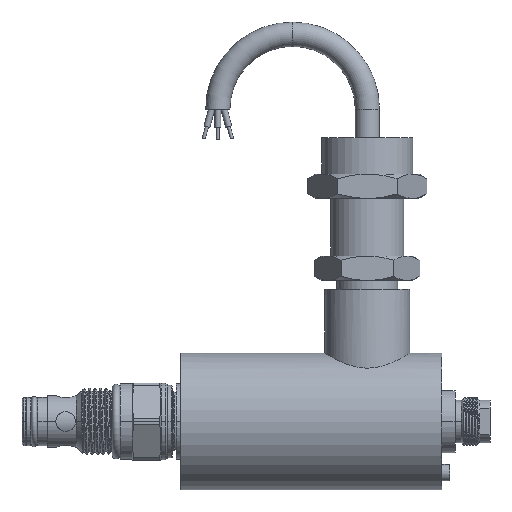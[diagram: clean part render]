
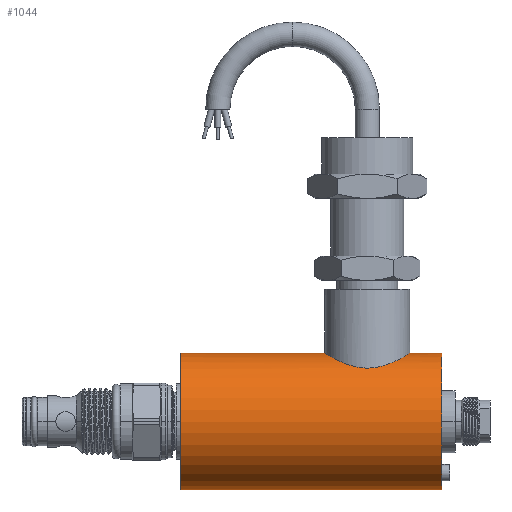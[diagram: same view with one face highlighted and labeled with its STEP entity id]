
A CAD part, front view. The second image highlights one B-rep face of the part: STEP entity #1044.
In plain terms, the highlighted cylindrical face has radius 22.5 mm (diameter 45 mm), a partial arc.
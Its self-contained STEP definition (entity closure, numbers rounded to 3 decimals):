
#40 = CARTESIAN_POINT ( 'NONE',  ( 77.947, -13.976, 17.633 ) ) ;
#87 = CARTESIAN_POINT ( 'NONE',  ( 71.147, -12.726, 18.556 ) ) ;
#91 = AXIS2_PLACEMENT_3D ( 'NONE', #11799, #5491, #9673 ) ;
#132 = CARTESIAN_POINT ( 'NONE',  ( 76.069, -13.977, 17.632 ) ) ;
#165 = FACE_OUTER_BOUND ( 'NONE', #11264, .T. ) ;
#174 = CARTESIAN_POINT ( 'NONE',  ( 77.476, -14., 17.614 ) ) ;
#199 = VECTOR ( 'NONE', #7738, 1000. ) ;
#367 = VECTOR ( 'NONE', #13414, 1000. ) ;
#479 = VERTEX_POINT ( 'NONE', #12152 ) ;
#496 = CARTESIAN_POINT ( 'NONE',  ( 15.5, 0., 22.5 ) ) ;
#1044 = ADVANCED_FACE ( 'NONE', ( #165 ), #6257, .T. ) ;
#1096 = CARTESIAN_POINT ( 'NONE',  ( 82.026, -13.075, 18.313 ) ) ;
#1142 = CARTESIAN_POINT ( 'NONE',  ( 89.715, -5.877, 21.723 ) ) ;
#1154 = CARTESIAN_POINT ( 'NONE',  ( 15.5, 0., -22.5 ) ) ;
#1408 = B_SPLINE_CURVE_WITH_KNOTS ( 'NONE', 3,
 ( #4372, #4277, #10687, #8437, #12657, #10643, #2135, #1142, #11731, #5420, #7549, #10604, #11646, #3184, #8528, #3276, #12699, #12792, #13666, #1096, #8574, #11777, #6488, #11599, #6443, #40, #174, #2316, #132, #2221, #7374, #5465, #5338, #87, #6348, #7418, #7510, #10552, #8485, #7465, #5381, #3366, #6394, #2173, #9553, #8618, #9594, #4326, #12747, #2270, #9689, #10730, #3459, #10822 ),
 .UNSPECIFIED., .F., .F.,
 ( 4, 2, 2, 2, 2, 2, 2, 2, 2, 2, 2, 2, 2, 2, 2, 2, 2, 2, 2, 2, 2, 2, 2, 2, 2, 2, 4 ),
 ( 0.045, 0.048, 0.049, 0.051, 0.052, 0.053, 0.056, 0.058, 0.059, 0.062, 0.063, 0.065, 0.066, 0.067, 0.069, 0.07, 0.073, 0.075, 0.076, 0.077, 0.079, 0.082, 0.083, 0.084, 0.087, 0.089, 0.09 ),
 .UNSPECIFIED. ) ;
#1782 = DIRECTION ( 'NONE',  ( 0., 0., -1. ) ) ;
#1927 = DIRECTION ( 'NONE',  ( 0., 0., 1. ) ) ;
#2021 = EDGE_CURVE ( 'NONE', #479, #3159, #1408, .T. ) ;
#2135 = CARTESIAN_POINT ( 'NONE',  ( 90.072, -5.033, 21.934 ) ) ;
#2173 = CARTESIAN_POINT ( 'NONE',  ( 65.161, -7.487, 21.222 ) ) ;
#2210 = ORIENTED_EDGE ( 'NONE', *, *, #10749, .F. ) ;
#2221 = CARTESIAN_POINT ( 'NONE',  ( 75.136, -13.883, 17.706 ) ) ;
#2270 = CARTESIAN_POINT ( 'NONE',  ( 63.194, -2.367, 22.38 ) ) ;
#2316 = CARTESIAN_POINT ( 'NONE',  ( 76.537, -14., 17.614 ) ) ;
#2363 = LINE ( 'NONE', #2544, #199 ) ;
#2544 = CARTESIAN_POINT ( 'NONE',  ( 15.5, 0., 22.5 ) ) ;
#2709 = EDGE_CURVE ( 'NONE', #9311, #9997, #12996, .T. ) ;
#2889 = CARTESIAN_POINT ( 'NONE',  ( 15.5, 0., -22.5 ) ) ;
#3159 = VERTEX_POINT ( 'NONE', #10696 ) ;
#3184 = CARTESIAN_POINT ( 'NONE',  ( 86.564, -10.233, 20.041 ) ) ;
#3276 = CARTESIAN_POINT ( 'NONE',  ( 85.541, -11.101, 19.573 ) ) ;
#3366 = CARTESIAN_POINT ( 'NONE',  ( 66.485, -9.286, 20.506 ) ) ;
#3459 = CARTESIAN_POINT ( 'NONE',  ( 63., -0.475, 22.5 ) ) ;
#3577 = DIRECTION ( 'NONE',  ( 1., 0., 0. ) ) ;
#3885 = CARTESIAN_POINT ( 'NONE',  ( 15.5, 0., 0. ) ) ;
#4277 = CARTESIAN_POINT ( 'NONE',  ( 91., -0.944, 22.5 ) ) ;
#4326 = CARTESIAN_POINT ( 'NONE',  ( 63.751, -4.617, 22.038 ) ) ;
#4372 = CARTESIAN_POINT ( 'NONE',  ( 91., 0., 22.5 ) ) ;
#4828 = VECTOR ( 'NONE', #3577, 1000. ) ;
#5144 = VERTEX_POINT ( 'NONE', #5653 ) ;
#5338 = CARTESIAN_POINT ( 'NONE',  ( 72.41, -13.258, 18.184 ) ) ;
#5381 = CARTESIAN_POINT ( 'NONE',  ( 67.434, -10.232, 20.042 ) ) ;
#5420 = CARTESIAN_POINT ( 'NONE',  ( 89.08, -7.091, 21.358 ) ) ;
#5465 = CARTESIAN_POINT ( 'NONE',  ( 73.288, -13.532, 17.978 ) ) ;
#5491 = DIRECTION ( 'NONE',  ( 1., 0., 0. ) ) ;
#5653 = CARTESIAN_POINT ( 'NONE',  ( 101.5, 0., 22.5 ) ) ;
#6009 = CARTESIAN_POINT ( 'NONE',  ( 101.5, 0., 0. ) ) ;
#6246 = EDGE_CURVE ( 'NONE', #479, #5144, #13229, .T. ) ;
#6257 = CYLINDRICAL_SURFACE ( 'NONE', #91, 22.5 ) ;
#6293 = ORIENTED_EDGE ( 'NONE', *, *, #2021, .T. ) ;
#6298 = LINE ( 'NONE', #2889, #367 ) ;
#6348 = CARTESIAN_POINT ( 'NONE',  ( 70.734, -12.528, 18.691 ) ) ;
#6394 = CARTESIAN_POINT ( 'NONE',  ( 65.918, -8.602, 20.806 ) ) ;
#6443 = CARTESIAN_POINT ( 'NONE',  ( 78.892, -13.88, 17.709 ) ) ;
#6488 = CARTESIAN_POINT ( 'NONE',  ( 80.268, -13.621, 17.909 ) ) ;
#6622 = AXIS2_PLACEMENT_3D ( 'NONE', #3885, #12353, #1782 ) ;
#7374 = CARTESIAN_POINT ( 'NONE',  ( 74.669, -13.813, 17.762 ) ) ;
#7418 = CARTESIAN_POINT ( 'NONE',  ( 69.94, -12.098, 18.972 ) ) ;
#7465 = CARTESIAN_POINT ( 'NONE',  ( 67.768, -10.534, 19.884 ) ) ;
#7510 = CARTESIAN_POINT ( 'NONE',  ( 69.557, -11.866, 19.119 ) ) ;
#7549 = CARTESIAN_POINT ( 'NONE',  ( 88.842, -7.482, 21.223 ) ) ;
#7560 = ORIENTED_EDGE ( 'NONE', *, *, #9111, .T. ) ;
#7738 = DIRECTION ( 'NONE',  ( 1., 0., 0. ) ) ;
#7765 = CARTESIAN_POINT ( 'NONE',  ( 15.5, 0., 22.5 ) ) ;
#7810 = ORIENTED_EDGE ( 'NONE', *, *, #2709, .F. ) ;
#8335 = CARTESIAN_POINT ( 'NONE',  ( 101.5, 0., -22.5 ) ) ;
#8363 = EDGE_CURVE ( 'NONE', #9997, #3159, #2363, .T. ) ;
#8437 = CARTESIAN_POINT ( 'NONE',  ( 90.625, -3.254, 22.268 ) ) ;
#8458 = CIRCLE ( 'NONE', #13345, 22.5 ) ;
#8485 = CARTESIAN_POINT ( 'NONE',  ( 68.458, -11.101, 19.573 ) ) ;
#8528 = CARTESIAN_POINT ( 'NONE',  ( 86.231, -10.535, 19.884 ) ) ;
#8565 = ORIENTED_EDGE ( 'NONE', *, *, #8363, .F. ) ;
#8574 = CARTESIAN_POINT ( 'NONE',  ( 81.593, -13.233, 18.198 ) ) ;
#8618 = CARTESIAN_POINT ( 'NONE',  ( 64.487, -6.295, 21.606 ) ) ;
#8620 = VERTEX_POINT ( 'NONE', #8335 ) ;
#9111 = EDGE_CURVE ( 'NONE', #9311, #8620, #6298, .T. ) ;
#9311 = VERTEX_POINT ( 'NONE', #1154 ) ;
#9553 = CARTESIAN_POINT ( 'NONE',  ( 64.925, -7.1, 21.354 ) ) ;
#9594 = CARTESIAN_POINT ( 'NONE',  ( 64.287, -5.881, 21.722 ) ) ;
#9673 = DIRECTION ( 'NONE',  ( 0., 0., 1. ) ) ;
#9689 = CARTESIAN_POINT ( 'NONE',  ( 63.121, -1.898, 22.425 ) ) ;
#9997 = VERTEX_POINT ( 'NONE', #496 ) ;
#10552 = CARTESIAN_POINT ( 'NONE',  ( 68.816, -11.367, 19.419 ) ) ;
#10604 = CARTESIAN_POINT ( 'NONE',  ( 88.083, -8.602, 20.806 ) ) ;
#10643 = CARTESIAN_POINT ( 'NONE',  ( 90.231, -4.6, 22.029 ) ) ;
#10687 = CARTESIAN_POINT ( 'NONE',  ( 90.905, -1.876, 22.441 ) ) ;
#10696 = CARTESIAN_POINT ( 'NONE',  ( 63., 0., 22.5 ) ) ;
#10730 = CARTESIAN_POINT ( 'NONE',  ( 63.024, -0.952, 22.485 ) ) ;
#10749 = EDGE_CURVE ( 'NONE', #5144, #8620, #8458, .T. ) ;
#10822 = CARTESIAN_POINT ( 'NONE',  ( 63., 0., 22.5 ) ) ;
#11264 = EDGE_LOOP ( 'NONE', ( #7810, #7560, #2210, #12634, #6293, #8565 ) ) ;
#11307 = DIRECTION ( 'NONE',  ( 1., 0., 0. ) ) ;
#11599 = CARTESIAN_POINT ( 'NONE',  ( 79.357, -13.808, 17.765 ) ) ;
#11646 = CARTESIAN_POINT ( 'NONE',  ( 87.514, -9.288, 20.506 ) ) ;
#11731 = CARTESIAN_POINT ( 'NONE',  ( 89.516, -6.289, 21.607 ) ) ;
#11777 = CARTESIAN_POINT ( 'NONE',  ( 80.715, -13.506, 17.996 ) ) ;
#11799 = CARTESIAN_POINT ( 'NONE',  ( 15.5, 0., 0. ) ) ;
#12152 = CARTESIAN_POINT ( 'NONE',  ( 91., 0., 22.5 ) ) ;
#12353 = DIRECTION ( 'NONE',  ( -1., 0., 0. ) ) ;
#12634 = ORIENTED_EDGE ( 'NONE', *, *, #6246, .F. ) ;
#12657 = CARTESIAN_POINT ( 'NONE',  ( 90.507, -3.712, 22.196 ) ) ;
#12699 = CARTESIAN_POINT ( 'NONE',  ( 85.185, -11.367, 19.42 ) ) ;
#12747 = CARTESIAN_POINT ( 'NONE',  ( 63.476, -3.739, 22.206 ) ) ;
#12792 = CARTESIAN_POINT ( 'NONE',  ( 84.079, -12.111, 18.971 ) ) ;
#12996 = CIRCLE ( 'NONE', #6622, 22.5 ) ;
#13229 = LINE ( 'NONE', #7765, #4828 ) ;
#13345 = AXIS2_PLACEMENT_3D ( 'NONE', #6009, #11307, #1927 ) ;
#13414 = DIRECTION ( 'NONE',  ( 1., 0., 0. ) ) ;
#13666 = CARTESIAN_POINT ( 'NONE',  ( 83.293, -12.54, 18.687 ) ) ;
